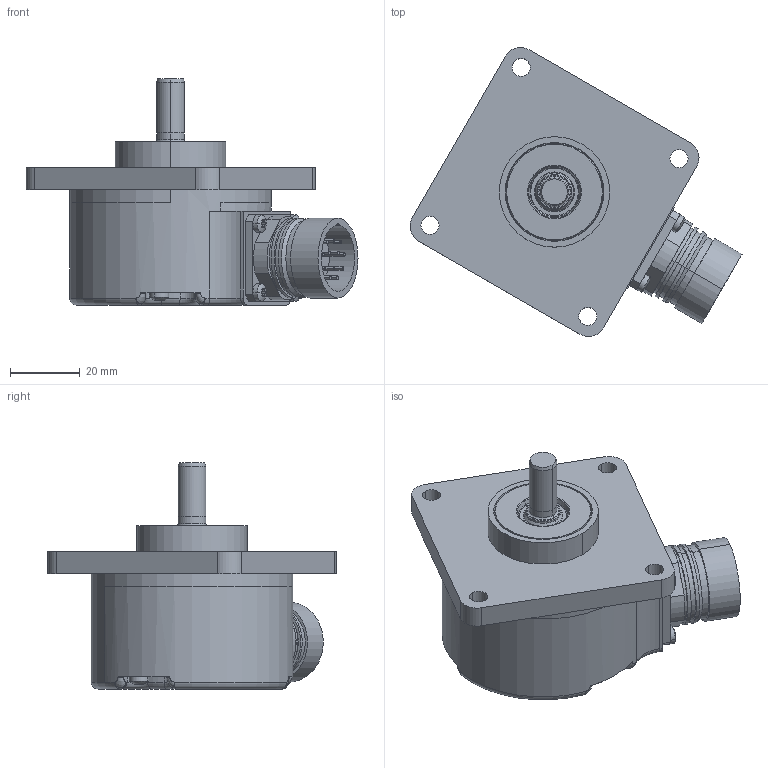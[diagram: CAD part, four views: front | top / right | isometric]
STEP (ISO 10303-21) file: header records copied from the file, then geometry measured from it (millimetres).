
FILE_DESCRIPTION((''),'2;1');
FILE_NAME('551041','2010-11-10T',('se2802'),(''),'PRO/ENGINEER BY PARAMETRIC TECHNOLOGY CORPORATION, 2010180','PRO/ENGINEER BY PARAMETRIC TECHNOLOGY CORPORATION, 2010180','');
FILE_SCHEMA(('CONFIG_CONTROL_DESIGN'));
Products named in the file (1): 551041
Bounding box: 95.44 x 83.08 x 65 mm (x, y, z)
Volume: 80089.7 mm3; surface area: 44369.6 mm2
Topology: 1 solids, 2 shells, 1514 faces, 4153 edges, 2699 vertices
Faces by surface type: cylinder 551, plane 482, extrusion 324, torus 77, cone 54, sphere 20, bspline 6
Entity records: 54306 total; most frequent: CARTESIAN_POINT 16132, ORIENTED_EDGE 8302, DIRECTION 7432, EDGE_CURVE 4151, AXIS2_PLACEMENT_3D 2721, VERTEX_POINT 2699, VECTOR 1990, LINE 1666
